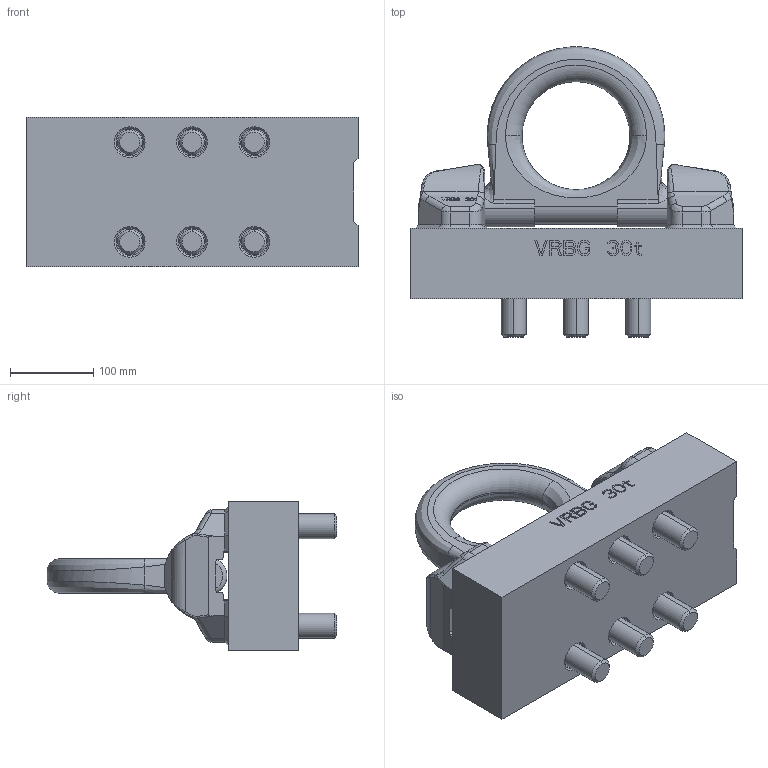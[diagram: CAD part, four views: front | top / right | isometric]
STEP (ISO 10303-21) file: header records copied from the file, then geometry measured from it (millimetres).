
FILE_DESCRIPTION((''),'2;1');
FILE_NAME('001-M31667-DXF_ASM','2009-10-27T',('jakubetz'),('RAND'),'PRO/ENGINEER BY PARAMETRIC TECHNOLOGY CORPORATION, 2005030','PRO/ENGINEER BY PARAMETRIC TECHNOLOGY CORPORATION, 2005030','');
FILE_SCHEMA(('CONFIG_CONTROL_DESIGN'));
Length unit declared in the file: millimetre
Products named in the file (5): 001-M31667-RT1_AF0; 001-M31116-P-3; 001-M06480-RT1; 001-M06426-RT1; 001-M31667-DXF_ASM
Assembly tree (10 placements, depth 2):
  001-M31667-DXF_ASM
    001-M31667-RT1_AF0
    001-M31116-P-3  x6
    001-M06480-RT1  x2
    001-M06426-RT1
Bounding box: 400 x 349.31 x 180 mm (x, y, z)
Volume: 8271243.4 mm3; surface area: 594917.6 mm2
Topology: 10 solids, 10 shells, 1524 faces, 4139 edges, 2700 vertices
Faces by surface type: plane 1268, cylinder 114, bspline 78, cone 44, torus 20
Entity records: 37617 total; most frequent: CARTESIAN_POINT 10284, ORIENTED_EDGE 5916, DIRECTION 5141, EDGE_CURVE 2958, VECTOR 2669, LINE 2669, VERTEX_POINT 1938, AXIS2_PLACEMENT_3D 1236
